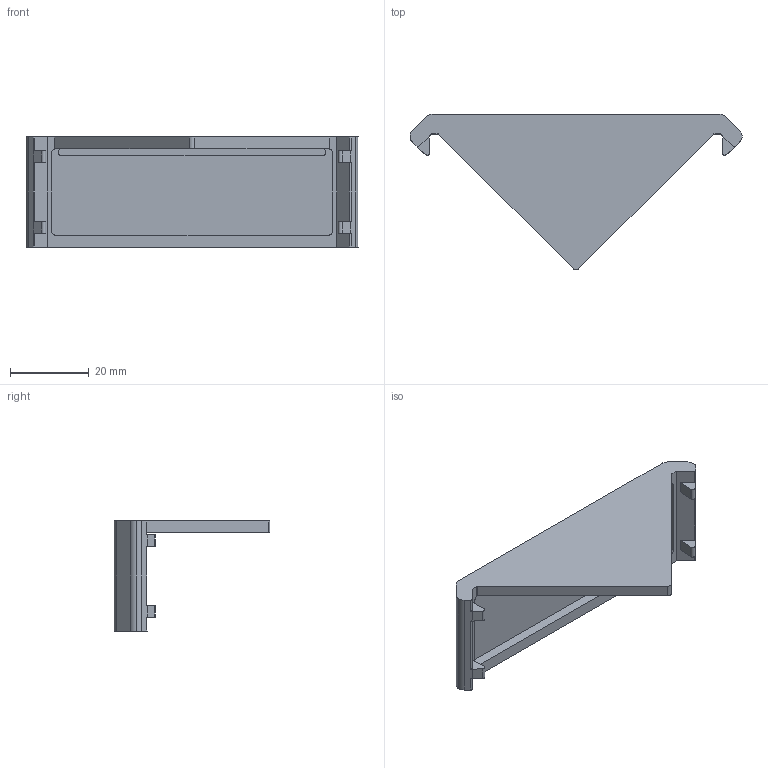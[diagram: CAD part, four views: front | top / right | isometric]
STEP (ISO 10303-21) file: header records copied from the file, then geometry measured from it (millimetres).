
FILE_DESCRIPTION (( 'STEP AP203' ), '1' );
FILE_NAME ('40-250-1.STEP', '2022-02-07T19:48:13', ( '' ), ( '' ), 'SwSTEP 2.0', 'SolidWorks 2021', '' );
FILE_SCHEMA (( 'CONFIG_CONTROL_DESIGN' ));
Length unit declared in the file: millimetre
Products named in the file (1): 40-250-1
Bounding box: 84.48 x 39.58 x 28 mm (x, y, z)
Volume: 11496.6 mm3; surface area: 9134.8 mm2
Topology: 1 solids, 1 shells, 65 faces, 189 edges, 126 vertices
Faces by surface type: plane 37, cylinder 28
Entity records: 2236 total; most frequent: CARTESIAN_POINT 381, ORIENTED_EDGE 378, DIRECTION 377, EDGE_CURVE 189, LINE 133, VECTOR 133, VERTEX_POINT 126, AXIS2_PLACEMENT_3D 122
